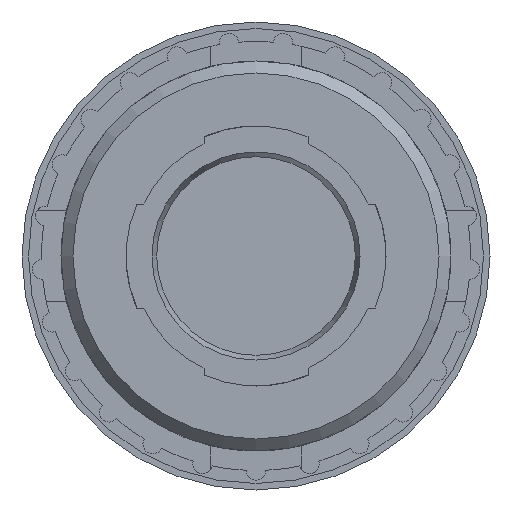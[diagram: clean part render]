
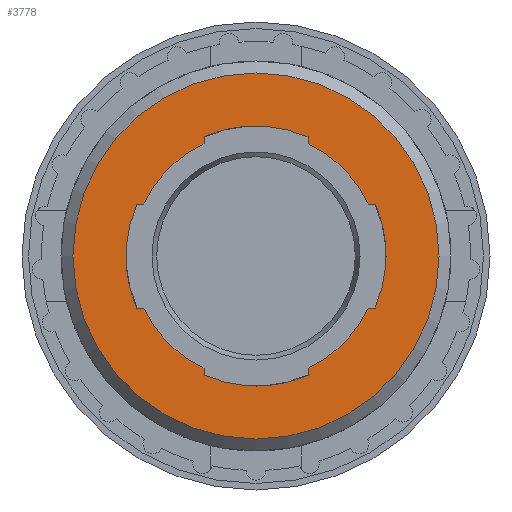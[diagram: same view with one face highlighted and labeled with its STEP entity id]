
A CAD part, front view. The second image highlights one B-rep face of the part: STEP entity #3778.
In plain terms, the highlighted planar face has unit normal (0, -1, 0).
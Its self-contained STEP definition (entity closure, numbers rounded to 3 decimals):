
#148=CIRCLE('',#3973,9.5);
#149=CIRCLE('',#3975,9.5);
#150=CIRCLE('',#3977,9.5);
#151=CIRCLE('',#3979,9.5);
#152=CIRCLE('',#3981,10.);
#153=CIRCLE('',#3982,10.);
#154=CIRCLE('',#3983,10.);
#155=CIRCLE('',#3984,10.);
#156=CIRCLE('',#3985,14.08);
#423=ORIENTED_EDGE('',*,*,#1207,.F.);
#424=ORIENTED_EDGE('',*,*,#1208,.T.);
#425=ORIENTED_EDGE('',*,*,#1199,.F.);
#426=ORIENTED_EDGE('',*,*,#1209,.F.);
#427=ORIENTED_EDGE('',*,*,#1210,.F.);
#428=ORIENTED_EDGE('',*,*,#1211,.T.);
#429=ORIENTED_EDGE('',*,*,#1183,.F.);
#430=ORIENTED_EDGE('',*,*,#1212,.F.);
#431=ORIENTED_EDGE('',*,*,#1213,.F.);
#432=ORIENTED_EDGE('',*,*,#1214,.T.);
#433=ORIENTED_EDGE('',*,*,#1189,.F.);
#434=ORIENTED_EDGE('',*,*,#1215,.F.);
#435=ORIENTED_EDGE('',*,*,#1216,.F.);
#436=ORIENTED_EDGE('',*,*,#1217,.T.);
#437=ORIENTED_EDGE('',*,*,#1202,.F.);
#438=ORIENTED_EDGE('',*,*,#1218,.F.);
#439=ORIENTED_EDGE('',*,*,#1219,.T.);
#1183=EDGE_CURVE('',#1581,#1582,#148,.T.);
#1189=EDGE_CURVE('',#1584,#1585,#149,.T.);
#1199=EDGE_CURVE('',#1588,#1589,#150,.T.);
#1202=EDGE_CURVE('',#1590,#1592,#151,.T.);
#1207=EDGE_CURVE('',#1593,#1594,#152,.T.);
#1208=EDGE_CURVE('',#1593,#1589,#1844,.T.);
#1209=EDGE_CURVE('',#1595,#1588,#1845,.T.);
#1210=EDGE_CURVE('',#1596,#1595,#153,.T.);
#1211=EDGE_CURVE('',#1596,#1582,#1846,.T.);
#1212=EDGE_CURVE('',#1597,#1581,#1847,.T.);
#1213=EDGE_CURVE('',#1598,#1597,#154,.T.);
#1214=EDGE_CURVE('',#1598,#1585,#1848,.T.);
#1215=EDGE_CURVE('',#1599,#1584,#1849,.T.);
#1216=EDGE_CURVE('',#1600,#1599,#155,.T.);
#1217=EDGE_CURVE('',#1600,#1592,#1850,.T.);
#1218=EDGE_CURVE('',#1594,#1590,#1851,.T.);
#1219=EDGE_CURVE('',#1601,#1601,#156,.T.);
#1581=VERTEX_POINT('',#5340);
#1582=VERTEX_POINT('',#5341);
#1584=VERTEX_POINT('',#5353);
#1585=VERTEX_POINT('',#5354);
#1588=VERTEX_POINT('',#5373);
#1589=VERTEX_POINT('',#5375);
#1590=VERTEX_POINT('',#5379);
#1592=VERTEX_POINT('',#5382);
#1593=VERTEX_POINT('',#5392);
#1594=VERTEX_POINT('',#5393);
#1595=VERTEX_POINT('',#5396);
#1596=VERTEX_POINT('',#5398);
#1597=VERTEX_POINT('',#5401);
#1598=VERTEX_POINT('',#5403);
#1599=VERTEX_POINT('',#5406);
#1600=VERTEX_POINT('',#5408);
#1601=VERTEX_POINT('',#5412);
#1844=LINE('',#5394,#2039);
#1845=LINE('',#5395,#2040);
#1846=LINE('',#5399,#2041);
#1847=LINE('',#5400,#2042);
#1848=LINE('',#5404,#2043);
#1849=LINE('',#5405,#2044);
#1850=LINE('',#5409,#2045);
#1851=LINE('',#5410,#2046);
#2039=VECTOR('',#4448,1000.);
#2040=VECTOR('',#4449,1000.);
#2041=VECTOR('',#4452,1000.);
#2042=VECTOR('',#4453,1000.);
#2043=VECTOR('',#4456,1000.);
#2044=VECTOR('',#4457,1000.);
#2045=VECTOR('',#4460,1000.);
#2046=VECTOR('',#4461,1000.);
#2206=EDGE_LOOP('',(#423,#424,#425,#426,#427,#428,#429,#430,#431,#432,#433,
#434,#435,#436,#437,#438));
#2207=EDGE_LOOP('',(#439));
#2399=FACE_BOUND('',#2206,.T.);
#2400=FACE_BOUND('',#2207,.T.);
#2586=PLANE('',#3980);
#3778=ADVANCED_FACE('',(#2399,#2400),#2586,.F.);
#3973=AXIS2_PLACEMENT_3D('',#5339,#4414,#4415);
#3975=AXIS2_PLACEMENT_3D('',#5352,#4422,#4423);
#3977=AXIS2_PLACEMENT_3D('',#5374,#4433,#4434);
#3979=AXIS2_PLACEMENT_3D('',#5381,#4439,#4440);
#3980=AXIS2_PLACEMENT_3D('',#5390,#4444,#4445);
#3981=AXIS2_PLACEMENT_3D('',#5391,#4446,#4447);
#3982=AXIS2_PLACEMENT_3D('',#5397,#4450,#4451);
#3983=AXIS2_PLACEMENT_3D('',#5402,#4454,#4455);
#3984=AXIS2_PLACEMENT_3D('',#5407,#4458,#4459);
#3985=AXIS2_PLACEMENT_3D('',#5411,#4462,#4463);
#4414=DIRECTION('',(0.,-1.,0.));
#4415=DIRECTION('',(0.,0.,-1.));
#4422=DIRECTION('',(0.,-1.,0.));
#4423=DIRECTION('',(0.,0.,-1.));
#4433=DIRECTION('',(0.,-1.,0.));
#4434=DIRECTION('',(0.,0.,-1.));
#4439=DIRECTION('',(0.,-1.,0.));
#4440=DIRECTION('',(0.,0.,-1.));
#4444=DIRECTION('',(0.,1.,0.));
#4445=DIRECTION('',(0.,0.,1.));
#4446=DIRECTION('',(0.,-1.,0.));
#4447=DIRECTION('',(0.,0.,-1.));
#4448=DIRECTION('',(-1.,0.,0.));
#4449=DIRECTION('',(0.,0.,1.));
#4450=DIRECTION('',(0.,-1.,0.));
#4451=DIRECTION('',(0.,0.,-1.));
#4452=DIRECTION('',(0.,0.,1.));
#4453=DIRECTION('',(1.,0.,0.));
#4454=DIRECTION('',(0.,-1.,0.));
#4455=DIRECTION('',(0.,0.,-1.));
#4456=DIRECTION('',(1.,0.,0.));
#4457=DIRECTION('',(0.,0.,-1.));
#4458=DIRECTION('',(0.,-1.,0.));
#4459=DIRECTION('',(0.,0.,-1.));
#4460=DIRECTION('',(0.,0.,-1.));
#4461=DIRECTION('',(-1.,0.,0.));
#4462=DIRECTION('',(0.,-1.,0.));
#4463=DIRECTION('',(0.,0.,-1.));
#5339=CARTESIAN_POINT('',(0.,7.5,0.));
#5340=CARTESIAN_POINT('',(-8.617,7.5,-4.));
#5341=CARTESIAN_POINT('',(-4.,7.5,-8.617));
#5352=CARTESIAN_POINT('',(0.,7.5,0.));
#5353=CARTESIAN_POINT('',(-4.,7.5,8.617));
#5354=CARTESIAN_POINT('',(-8.617,7.5,4.));
#5373=CARTESIAN_POINT('',(4.,7.5,-8.617));
#5374=CARTESIAN_POINT('',(0.,7.5,0.));
#5375=CARTESIAN_POINT('',(8.617,7.5,-4.));
#5379=CARTESIAN_POINT('',(8.617,7.5,4.));
#5381=CARTESIAN_POINT('',(0.,7.5,0.));
#5382=CARTESIAN_POINT('',(4.,7.5,8.617));
#5390=CARTESIAN_POINT('',(14.08,7.5,0.));
#5391=CARTESIAN_POINT('',(0.,7.5,0.));
#5392=CARTESIAN_POINT('',(9.165,7.5,-4.));
#5393=CARTESIAN_POINT('',(9.165,7.5,4.));
#5394=CARTESIAN_POINT('',(12.,7.5,-4.));
#5395=CARTESIAN_POINT('',(4.,7.5,-12.));
#5396=CARTESIAN_POINT('',(4.,7.5,-9.165));
#5397=CARTESIAN_POINT('',(0.,7.5,0.));
#5398=CARTESIAN_POINT('',(-4.,7.5,-9.165));
#5399=CARTESIAN_POINT('',(-4.,7.5,-12.));
#5400=CARTESIAN_POINT('',(-12.,7.5,-4.));
#5401=CARTESIAN_POINT('',(-9.165,7.5,-4.));
#5402=CARTESIAN_POINT('',(0.,7.5,0.));
#5403=CARTESIAN_POINT('',(-9.165,7.5,4.));
#5404=CARTESIAN_POINT('',(-12.,7.5,4.));
#5405=CARTESIAN_POINT('',(-4.,7.5,12.));
#5406=CARTESIAN_POINT('',(-4.,7.5,9.165));
#5407=CARTESIAN_POINT('',(0.,7.5,0.));
#5408=CARTESIAN_POINT('',(4.,7.5,9.165));
#5409=CARTESIAN_POINT('',(4.,7.5,12.));
#5410=CARTESIAN_POINT('',(12.,7.5,4.));
#5411=CARTESIAN_POINT('',(0.,7.5,0.));
#5412=CARTESIAN_POINT('',(0.,7.5,-14.08));
